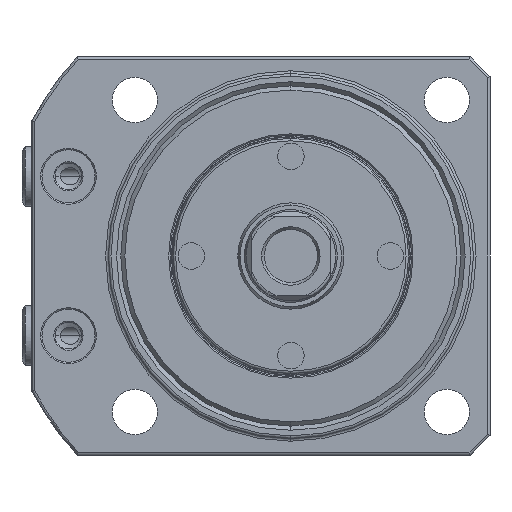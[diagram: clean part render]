
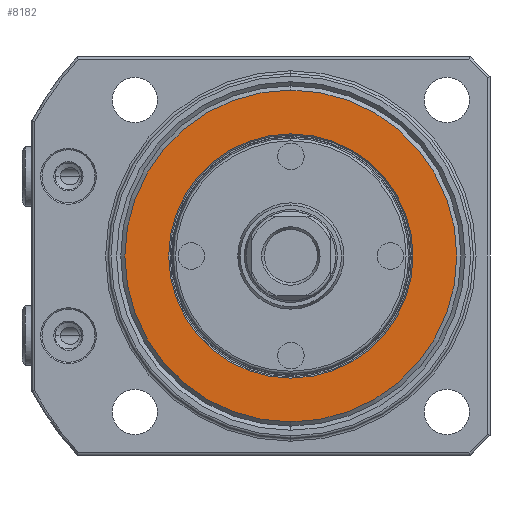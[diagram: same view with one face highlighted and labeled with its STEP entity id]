
A CAD part, front view. The second image highlights one B-rep face of the part: STEP entity #8182.
In plain terms, the highlighted face is planar.
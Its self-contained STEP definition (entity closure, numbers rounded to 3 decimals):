
#844 = CARTESIAN_POINT ( 'NONE',  ( 89., 0., 0. ) ) ;
#845 = DIRECTION ( 'NONE',  ( -1., 0., 0. ) ) ;
#846 = DIRECTION ( 'NONE',  ( 0., 0., 1. ) ) ;
#1455 = VERTEX_POINT ( 'NONE', #2263 ) ;
#1910 = PLANE ( 'NONE',  #6034 ) ;
#1911 = CARTESIAN_POINT ( 'NONE',  ( 89., 0., 0. ) ) ;
#1912 = DIRECTION ( 'NONE',  ( 1., 0., 0. ) ) ;
#1913 = DIRECTION ( 'NONE',  ( 0., 0., -1. ) ) ;
#2263 = CARTESIAN_POINT ( 'NONE',  ( 89., 0., -18.4 ) ) ;
#2273 = CARTESIAN_POINT ( 'NONE',  ( 89., 0., 18.4 ) ) ;
#2276 = CARTESIAN_POINT ( 'NONE',  ( 89., 0., -25. ) ) ;
#2285 = CARTESIAN_POINT ( 'NONE',  ( 89., 0., 25. ) ) ;
#2562 = CARTESIAN_POINT ( 'NONE',  ( 89., 0., 0. ) ) ;
#2569 = DIRECTION ( 'NONE',  ( -1., 0., 0. ) ) ;
#2570 = DIRECTION ( 'NONE',  ( 0., 0., 1. ) ) ;
#2753 = AXIS2_PLACEMENT_3D ( 'NONE', #2562, #2569, #2570 ) ;
#2791 = ORIENTED_EDGE ( 'NONE', *, *, #8637, .T. ) ;
#2792 = ORIENTED_EDGE ( 'NONE', *, *, #8636, .F. ) ;
#2794 = ORIENTED_EDGE ( 'NONE', *, *, #8027, .F. ) ;
#3589 = ORIENTED_EDGE ( 'NONE', *, *, #8537, .T. ) ;
#4020 = CARTESIAN_POINT ( 'NONE',  ( 89., 0., 0. ) ) ;
#4024 = DIRECTION ( 'NONE',  ( -1., 0., 0. ) ) ;
#4025 = DIRECTION ( 'NONE',  ( 0., 0., 1. ) ) ;
#4026 = CARTESIAN_POINT ( 'NONE',  ( 89., 0., 0. ) ) ;
#4027 = DIRECTION ( 'NONE',  ( -1., 0., 0. ) ) ;
#4028 = DIRECTION ( 'NONE',  ( 0., 0., 1. ) ) ;
#4812 = VERTEX_POINT ( 'NONE', #2273 ) ;
#4816 = VERTEX_POINT ( 'NONE', #2276 ) ;
#4830 = VERTEX_POINT ( 'NONE', #2285 ) ;
#5090 = AXIS2_PLACEMENT_3D ( 'NONE', #4020, #4024, #4025 ) ;
#5094 = AXIS2_PLACEMENT_3D ( 'NONE', #4026, #4027, #4028 ) ;
#5228 = EDGE_LOOP ( 'NONE', ( #2794, #2792 ) ) ;
#5230 = EDGE_LOOP ( 'NONE', ( #3589, #2791 ) ) ;
#5542 = AXIS2_PLACEMENT_3D ( 'NONE', #844, #845, #846 ) ;
#6034 = AXIS2_PLACEMENT_3D ( 'NONE', #1911, #1912, #1913 ) ;
#6037 = FACE_OUTER_BOUND ( 'NONE', #5228, .T. ) ;
#6042 = FACE_BOUND ( 'NONE', #5230, .T. ) ;
#7734 = CIRCLE ( 'NONE', #5094, 18.4 ) ;
#7735 = CIRCLE ( 'NONE', #5090, 25. ) ;
#7778 = CIRCLE ( 'NONE', #5542, 18.4 ) ;
#7998 = CIRCLE ( 'NONE', #2753, 25. ) ;
#8027 = EDGE_CURVE ( 'NONE', #4830, #4816, #7998, .T. ) ;
#8182 = ADVANCED_FACE ( 'NONE', ( #6037, #6042 ), #1910, .T. ) ;
#8537 = EDGE_CURVE ( 'NONE', #1455, #4812, #7778, .T. ) ;
#8636 = EDGE_CURVE ( 'NONE', #4816, #4830, #7735, .T. ) ;
#8637 = EDGE_CURVE ( 'NONE', #4812, #1455, #7734, .T. ) ;
